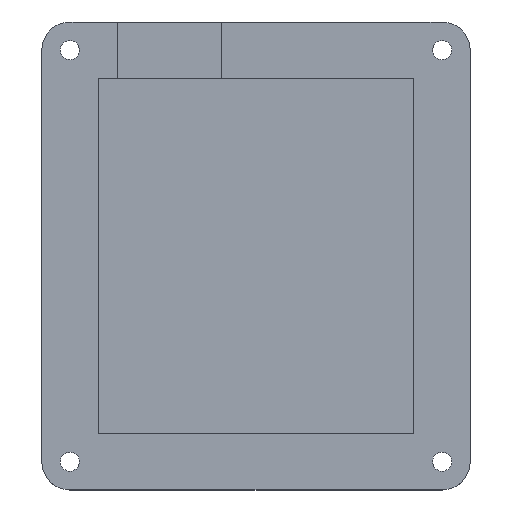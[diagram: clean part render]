
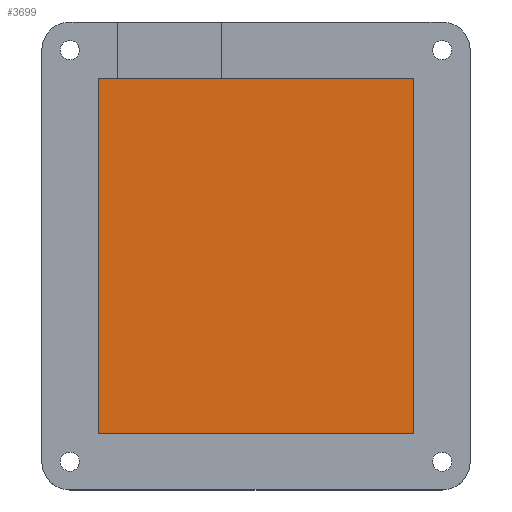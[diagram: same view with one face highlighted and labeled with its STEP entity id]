
A CAD part, top view. The second image highlights one B-rep face of the part: STEP entity #3699.
In plain terms, the highlighted planar face has unit normal (0, 0, 1).
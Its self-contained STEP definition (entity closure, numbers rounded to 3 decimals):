
#503=FACE_OUTER_BOUND('',#724,.T.);
#724=EDGE_LOOP('',(#3343,#3344,#3345,#3346));
#1081=LINE('',#6943,#1430);
#1083=LINE('',#6947,#1432);
#1084=LINE('',#6949,#1433);
#1085=LINE('',#6950,#1434);
#1430=VECTOR('',#4437,10.);
#1432=VECTOR('',#4441,10.);
#1433=VECTOR('',#4442,10.);
#1434=VECTOR('',#4443,10.);
#1791=VERTEX_POINT('',#6940);
#1792=VERTEX_POINT('',#6942);
#1793=VERTEX_POINT('',#6946);
#1794=VERTEX_POINT('',#6948);
#2317=EDGE_CURVE('',#1791,#1792,#1081,.T.);
#2319=EDGE_CURVE('',#1793,#1791,#1083,.T.);
#2320=EDGE_CURVE('',#1794,#1793,#1084,.T.);
#2321=EDGE_CURVE('',#1792,#1794,#1085,.T.);
#3343=ORIENTED_EDGE('',*,*,#2317,.F.);
#3344=ORIENTED_EDGE('',*,*,#2319,.F.);
#3345=ORIENTED_EDGE('',*,*,#2320,.F.);
#3346=ORIENTED_EDGE('',*,*,#2321,.F.);
#3508=PLANE('',#3846);
#3699=ADVANCED_FACE('',(#503),#3508,.T.);
#3846=AXIS2_PLACEMENT_3D('',#6945,#4439,#4440);
#4437=DIRECTION('',(1.,0.,0.));
#4439=DIRECTION('center_axis',(0.,0.,1.));
#4440=DIRECTION('ref_axis',(1.,0.,0.));
#4441=DIRECTION('',(0.,1.,0.));
#4442=DIRECTION('',(-1.,0.,0.));
#4443=DIRECTION('',(0.,-1.,0.));
#6940=CARTESIAN_POINT('',(-28.,31.5,3.));
#6942=CARTESIAN_POINT('',(28.,31.5,3.));
#6943=CARTESIAN_POINT('',(-14.,31.5,3.));
#6945=CARTESIAN_POINT('Origin',(0.,0.,3.));
#6946=CARTESIAN_POINT('',(-28.,-31.5,3.));
#6947=CARTESIAN_POINT('',(-28.,-15.75,3.));
#6948=CARTESIAN_POINT('',(28.,-31.5,3.));
#6949=CARTESIAN_POINT('',(14.,-31.5,3.));
#6950=CARTESIAN_POINT('',(28.,15.75,3.));
